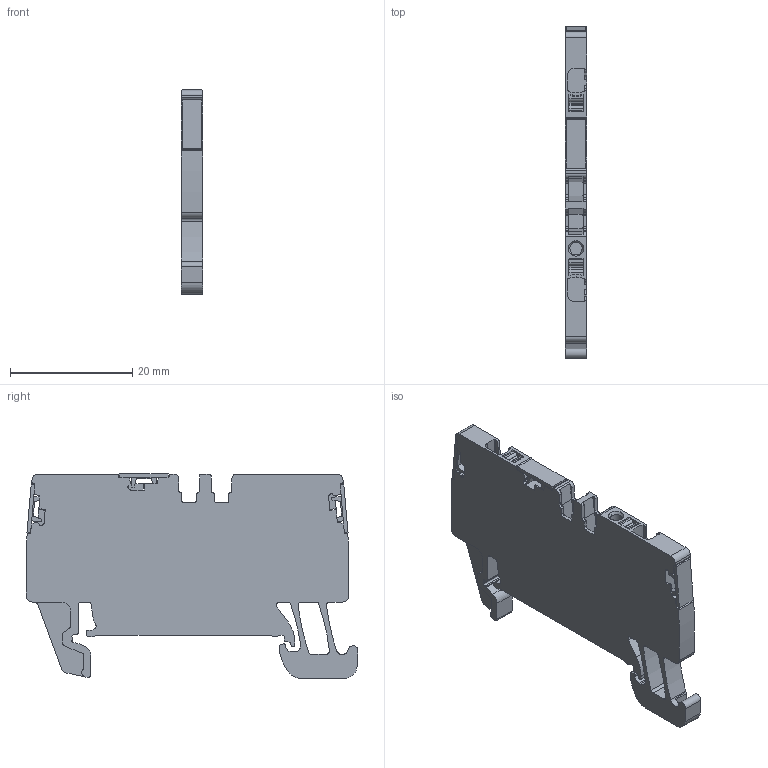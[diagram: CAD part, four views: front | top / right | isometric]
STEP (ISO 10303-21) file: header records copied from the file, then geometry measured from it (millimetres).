
FILE_DESCRIPTION(('CATIA V5 STEP Exchange','CAx-IF Rec.Pracs.--- Model Styling and Organization---1.4--- 2014-01-23'),'2;1');
FILE_NAME ('1135627-1_1', '2019-07-02T08:39:07+00:00', ('none'), ('Weidmueller'), 'CATIA Version 5-6 Release 2016 SP3 HF44', 'CATIA V5 STEP AP214', 'none');
FILE_SCHEMA(('AUTOMOTIVE_DESIGN { 1 0 10303 214 1 1 1 1 }'));
Length unit declared in the file: millimetre
Products named in the file (1): 2674600000_A2C_1-5_DL_BL
Bounding box: 3.5 x 54.23 x 33.4 mm (x, y, z)
Volume: 4267.4 mm3; surface area: 4415.1 mm2
Topology: 6 solids, 6 shells, 642 faces, 1810 edges, 1193 vertices
Faces by surface type: plane 328, cylinder 253, extrusion 37, torus 20, cone 4
Entity records: 20571 total; most frequent: CARTESIAN_POINT 4468, ORIENTED_EDGE 3620, DIRECTION 2764, EDGE_CURVE 1810, VECTOR 1247, LINE 1210, VERTEX_POINT 1193, AXIS2_PLACEMENT_3D 1003
